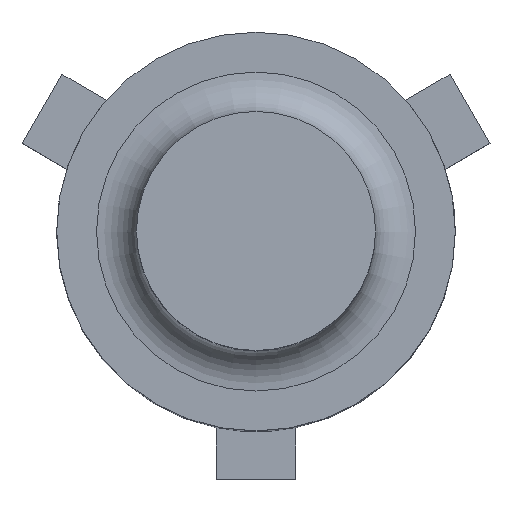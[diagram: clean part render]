
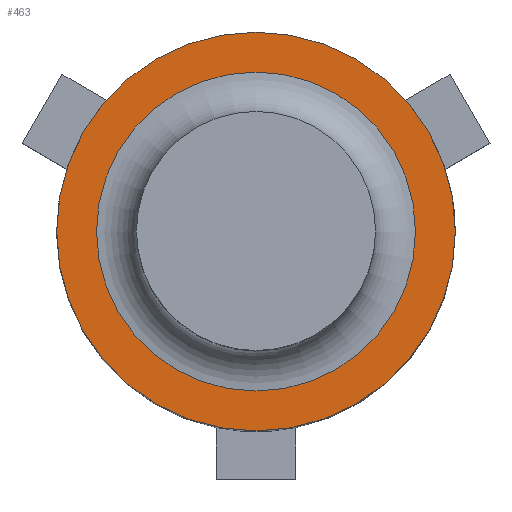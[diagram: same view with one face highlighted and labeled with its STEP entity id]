
A CAD part, top view. The second image highlights one B-rep face of the part: STEP entity #463.
In plain terms, the highlighted planar face has unit normal (0, 0, 1).
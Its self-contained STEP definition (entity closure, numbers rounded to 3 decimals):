
#119=PLANE('',#682);
#149=ORIENTED_EDGE('',*,*,#273,.T.);
#150=ORIENTED_EDGE('',*,*,#272,.T.);
#272=EDGE_CURVE('',#335,#335,#377,.T.);
#273=EDGE_CURVE('',#336,#336,#378,.F.);
#335=VERTEX_POINT('',#867);
#336=VERTEX_POINT('',#871);
#377=CIRCLE('',#680,25.);
#378=CIRCLE('',#683,20.);
#392=EDGE_LOOP('',(#149));
#393=EDGE_LOOP('',(#150));
#427=FACE_BOUND('',#392,.T.);
#428=FACE_BOUND('',#393,.T.);
#463=ADVANCED_FACE('',(#427,#428),#119,.T.);
#680=AXIS2_PLACEMENT_3D('',#866,#731,#732);
#682=AXIS2_PLACEMENT_3D('',#869,#735,#736);
#683=AXIS2_PLACEMENT_3D('',#870,#737,#738);
#731=DIRECTION('',(0.,0.,1.));
#732=DIRECTION('',(1.,0.,0.));
#735=DIRECTION('',(0.,0.,1.));
#736=DIRECTION('',(1.,0.,0.));
#737=DIRECTION('',(0.,0.,1.));
#738=DIRECTION('',(1.,0.,0.));
#866=CARTESIAN_POINT('',(0.,0.,0.));
#867=CARTESIAN_POINT('',(25.,0.,0.));
#869=CARTESIAN_POINT('',(0.,0.,0.));
#870=CARTESIAN_POINT('',(0.,0.,0.));
#871=CARTESIAN_POINT('',(20.,0.,0.));
